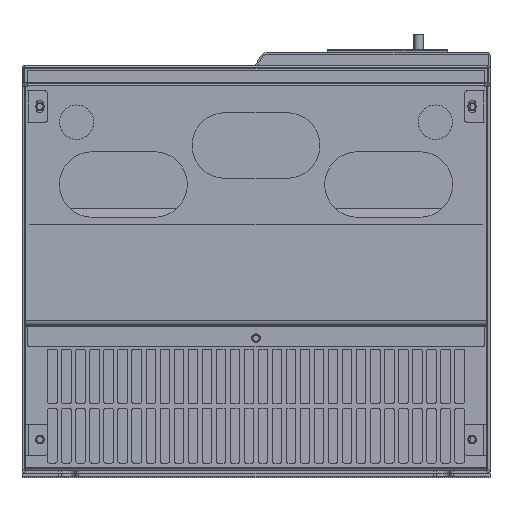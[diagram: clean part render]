
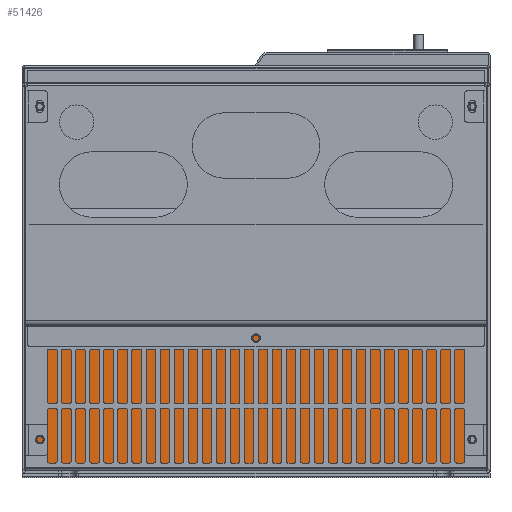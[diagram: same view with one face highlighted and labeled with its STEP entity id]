
A CAD part, top view. The second image highlights one B-rep face of the part: STEP entity #51426.
In plain terms, the highlighted planar face has unit normal (0, 0, 1).
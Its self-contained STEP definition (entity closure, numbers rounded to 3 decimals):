
#16 = ORIENTED_EDGE ( 'NONE', *, *, #57295, .T. ) ;
#1254 = FACE_OUTER_BOUND ( 'NONE', #42741, .T. ) ;
#1319 = VECTOR ( 'NONE', #9466, 1000. ) ;
#1902 = DIRECTION ( 'NONE',  ( 0., -1., 0. ) ) ;
#2155 = CARTESIAN_POINT ( 'NONE',  ( -148.5, 250., 237.406 ) ) ;
#2204 = LINE ( 'NONE', #60052, #55959 ) ;
#2262 = EDGE_CURVE ( 'NONE', #39652, #59261, #38422, .T. ) ;
#4029 = CARTESIAN_POINT ( 'NONE',  ( -149.289, 94.5, 237.406 ) ) ;
#5646 = VERTEX_POINT ( 'NONE', #26575 ) ;
#9466 = DIRECTION ( 'NONE',  ( 0., 1., 0. ) ) ;
#9839 = ORIENTED_EDGE ( 'NONE', *, *, #28510, .F. ) ;
#9900 = CARTESIAN_POINT ( 'NONE',  ( 137.805, 1.5, 237.406 ) ) ;
#11072 = DIRECTION ( 'NONE',  ( 0., -1., 0. ) ) ;
#13230 = CARTESIAN_POINT ( 'NONE',  ( -146.5, 96.5, 237.406 ) ) ;
#13569 = LINE ( 'NONE', #28388, #1319 ) ;
#13836 = DIRECTION ( 'NONE',  ( 0., -1., 0. ) ) ;
#13955 = EDGE_CURVE ( 'NONE', #33892, #54360, #32535, .T. ) ;
#14174 = CARTESIAN_POINT ( 'NONE',  ( -148.5, 2., 237.406 ) ) ;
#16202 = ORIENTED_EDGE ( 'NONE', *, *, #43694, .F. ) ;
#17458 = CARTESIAN_POINT ( 'NONE',  ( -148.5, 11.5, 237.406 ) ) ;
#17691 = VECTOR ( 'NONE', #50788, 1000. ) ;
#17992 = ORIENTED_EDGE ( 'NONE', *, *, #61887, .T. ) ;
#18285 = DIRECTION ( 'NONE',  ( 0., 0., -1. ) ) ;
#21755 = CARTESIAN_POINT ( 'NONE',  ( -149.289, 254.5, 237.406 ) ) ;
#23085 = DIRECTION ( 'NONE',  ( 1., 0., 0. ) ) ;
#24686 = CARTESIAN_POINT ( 'NONE',  ( -148., 1.5, 237.406 ) ) ;
#25050 = AXIS2_PLACEMENT_3D ( 'NONE', #25917, #45199, #55343 ) ;
#25239 = ORIENTED_EDGE ( 'NONE', *, *, #56232, .T. ) ;
#25800 = ORIENTED_EDGE ( 'NONE', *, *, #2262, .T. ) ;
#25917 = CARTESIAN_POINT ( 'NONE',  ( -148., 2., 237.406 ) ) ;
#26575 = CARTESIAN_POINT ( 'NONE',  ( -148.5, 96.5, 237.406 ) ) ;
#26731 = AXIS2_PLACEMENT_3D ( 'NONE', #13230, #18285, #57788 ) ;
#27361 = AXIS2_PLACEMENT_3D ( 'NONE', #21755, #50222, #1902 ) ;
#27470 = LINE ( 'NONE', #36352, #39796 ) ;
#27798 = CARTESIAN_POINT ( 'NONE',  ( -149.289, 1.5, 237.406 ) ) ;
#27992 = VERTEX_POINT ( 'NONE', #17458 ) ;
#28388 = CARTESIAN_POINT ( 'NONE',  ( -146.5, 254.5, 237.406 ) ) ;
#28510 = EDGE_CURVE ( 'NONE', #44582, #49603, #13569, .T. ) ;
#28743 = CARTESIAN_POINT ( 'NONE',  ( -146.5, 11.5, 237.406 ) ) ;
#31449 = EDGE_CURVE ( 'NONE', #44582, #27992, #27470, .T. ) ;
#32535 = LINE ( 'NONE', #27798, #47622 ) ;
#33892 = VERTEX_POINT ( 'NONE', #24686 ) ;
#36352 = CARTESIAN_POINT ( 'NONE',  ( -149.289, 11.5, 237.406 ) ) ;
#36559 = LINE ( 'NONE', #60629, #56514 ) ;
#36741 = CARTESIAN_POINT ( 'NONE',  ( -146.5, 31.5, 237.406 ) ) ;
#36886 = DIRECTION ( 'NONE',  ( -1., 0., 0. ) ) ;
#37545 = CARTESIAN_POINT ( 'NONE',  ( -148.5, 31.5, 237.406 ) ) ;
#37611 = ORIENTED_EDGE ( 'NONE', *, *, #41227, .F. ) ;
#37838 = VECTOR ( 'NONE', #11072, 1000. ) ;
#38422 = LINE ( 'NONE', #4029, #53788 ) ;
#39652 = VERTEX_POINT ( 'NONE', #46737 ) ;
#39672 = VERTEX_POINT ( 'NONE', #14174 ) ;
#39796 = VECTOR ( 'NONE', #45840, 1000. ) ;
#40367 = LINE ( 'NONE', #2155, #17691 ) ;
#41038 = PLANE ( 'NONE',  #27361 ) ;
#41227 = EDGE_CURVE ( 'NONE', #49603, #57352, #36559, .T. ) ;
#42741 = EDGE_LOOP ( 'NONE', ( #9839, #43334, #25239, #17992, #56656, #16202, #25800, #16, #51193, #37611 ) ) ;
#43334 = ORIENTED_EDGE ( 'NONE', *, *, #31449, .T. ) ;
#43694 = EDGE_CURVE ( 'NONE', #39652, #54360, #2204, .T. ) ;
#44582 = VERTEX_POINT ( 'NONE', #28743 ) ;
#45199 = DIRECTION ( 'NONE',  ( 0., 0., 1. ) ) ;
#45840 = DIRECTION ( 'NONE',  ( -1., 0., 0. ) ) ;
#46737 = CARTESIAN_POINT ( 'NONE',  ( 137.805, 94.5, 237.406 ) ) ;
#47622 = VECTOR ( 'NONE', #23085, 1000. ) ;
#49603 = VERTEX_POINT ( 'NONE', #36741 ) ;
#50222 = DIRECTION ( 'NONE',  ( 0., 0., -1. ) ) ;
#50788 = DIRECTION ( 'NONE',  ( 0., -1., 0. ) ) ;
#51193 = ORIENTED_EDGE ( 'NONE', *, *, #57572, .T. ) ;
#51426 = ADVANCED_FACE ( 'NONE', ( #1254 ), #41038, .F. ) ;
#52065 = DIRECTION ( 'NONE',  ( -1., 0., 0. ) ) ;
#53788 = VECTOR ( 'NONE', #52065, 1000. ) ;
#54360 = VERTEX_POINT ( 'NONE', #9900 ) ;
#54384 = LINE ( 'NONE', #55317, #37838 ) ;
#55196 = CARTESIAN_POINT ( 'NONE',  ( -146.5, 94.5, 237.406 ) ) ;
#55317 = CARTESIAN_POINT ( 'NONE',  ( -148.5, 250., 237.406 ) ) ;
#55343 = DIRECTION ( 'NONE',  ( -1., 0., 0. ) ) ;
#55959 = VECTOR ( 'NONE', #13836, 1000. ) ;
#56232 = EDGE_CURVE ( 'NONE', #27992, #39672, #54384, .T. ) ;
#56514 = VECTOR ( 'NONE', #36886, 1000. ) ;
#56656 = ORIENTED_EDGE ( 'NONE', *, *, #13955, .T. ) ;
#57295 = EDGE_CURVE ( 'NONE', #59261, #5646, #59035, .T. ) ;
#57352 = VERTEX_POINT ( 'NONE', #37545 ) ;
#57572 = EDGE_CURVE ( 'NONE', #5646, #57352, #40367, .T. ) ;
#57788 = DIRECTION ( 'NONE',  ( -1., 0., 0. ) ) ;
#59035 = CIRCLE ( 'NONE', #26731, 2. ) ;
#59261 = VERTEX_POINT ( 'NONE', #55196 ) ;
#59388 = CIRCLE ( 'NONE', #25050, 0.5 ) ;
#60052 = CARTESIAN_POINT ( 'NONE',  ( 137.805, 254.5, 237.406 ) ) ;
#60629 = CARTESIAN_POINT ( 'NONE',  ( -149.289, 31.5, 237.406 ) ) ;
#61887 = EDGE_CURVE ( 'NONE', #39672, #33892, #59388, .T. ) ;
